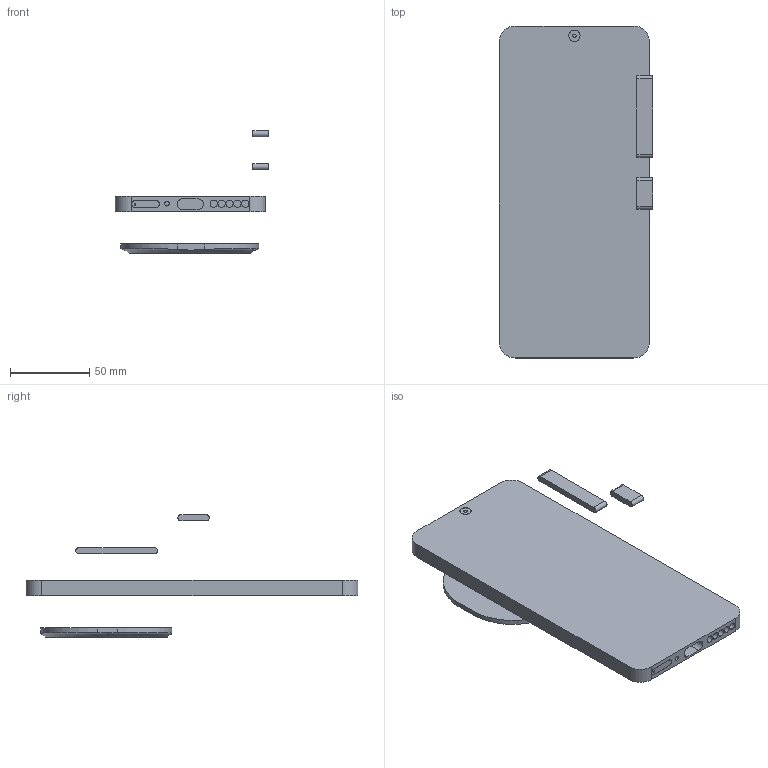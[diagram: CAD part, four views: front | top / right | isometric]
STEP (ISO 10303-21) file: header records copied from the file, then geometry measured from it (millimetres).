
FILE_DESCRIPTION (( 'STEP AP214' ), '1' );
FILE_NAME ('蚾饜极.STEP', '2025-01-14T11:03:57', ( '' ), ( '' ), 'SwSTEP 2.0', 'SolidWorks 2025', '' );
FILE_SCHEMA (( 'AUTOMOTIVE_DESIGN' ));
Length unit declared in the file: millimetre
Products named in the file (5): 零件3; 零件1; 零件4; 零件2; 装配体
Assembly tree (4 placements, depth 2):
  装配体
    零件1
    零件2
    零件3
    零件4
Bounding box: 97 x 210 x 77.55 mm (x, y, z)
Volume: 228583.4 mm3; surface area: 64596.7 mm2
Topology: 4 solids, 4 shells, 142 faces, 315 edges, 210 vertices
Faces by surface type: cylinder 73, plane 67, torus 2
Entity records: 4255 total; most frequent: CARTESIAN_POINT 810, DIRECTION 753, ORIENTED_EDGE 630, EDGE_CURVE 315, AXIS2_PLACEMENT_3D 303, VERTEX_POINT 210, EDGE_LOOP 171, CIRCLE 154
